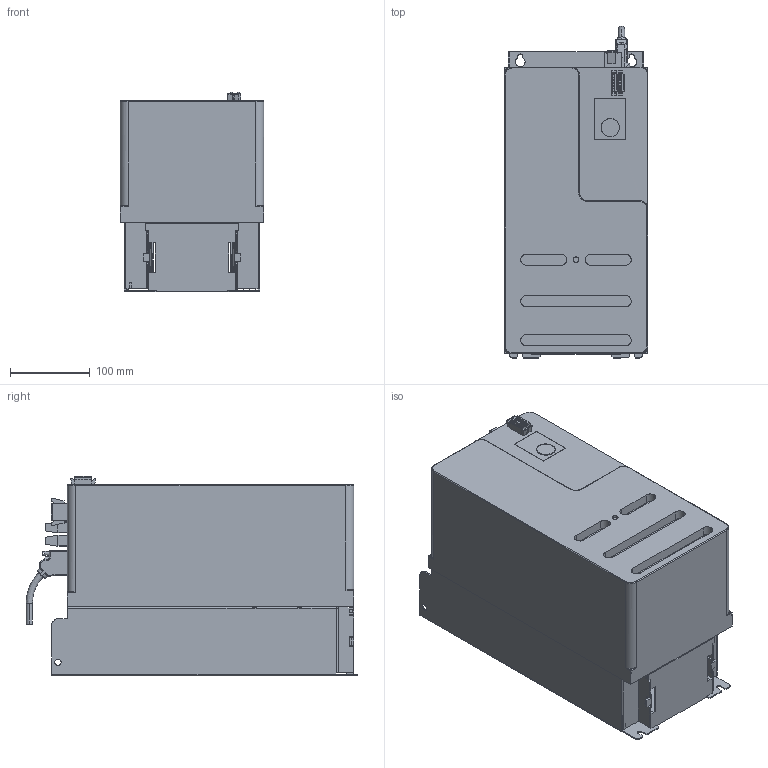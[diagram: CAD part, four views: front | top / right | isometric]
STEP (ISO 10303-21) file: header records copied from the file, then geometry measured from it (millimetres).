
FILE_DESCRIPTION (( 'STEP AP203' ), '1' );
FILE_NAME ('LXM32MD85N4-MC10N4 3.STEP', '2019-10-02T13:06:18', ( 'Caca' ), ( '' ), 'SwSTEP 2.0', 'SolidWorks 2017', '' );
FILE_SCHEMA (( 'CONFIG_CONTROL_DESIGN' ));
Length unit declared in the file: millimetre
Products named in the file (1): LXM32MD85N4-MC10N4 3
Bounding box: 180 x 417 x 250.92 mm (x, y, z)
Volume: 10170419.1 mm3; surface area: 667223.8 mm2
Topology: 1 solids, 5 shells, 879 faces, 2413 edges, 1560 vertices
Faces by surface type: plane 538, cylinder 258, bspline 77, cone 4, torus 2
Entity records: 38885 total; most frequent: CARTESIAN_POINT 18374, ORIENTED_EDGE 4804, DIRECTION 3289, EDGE_CURVE 2402, VERTEX_POINT 1560, LINE 1521, VECTOR 1521, EDGE_LOOP 942
